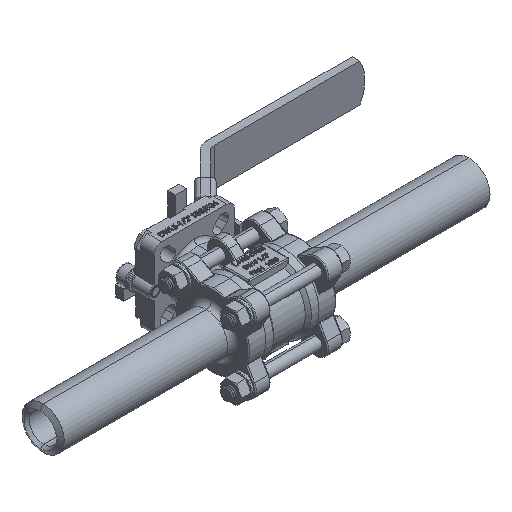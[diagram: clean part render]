
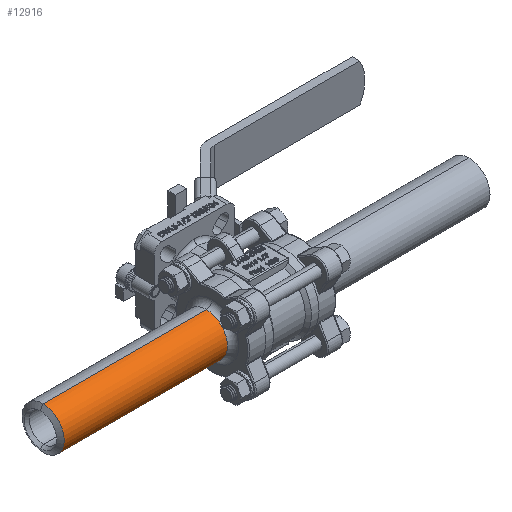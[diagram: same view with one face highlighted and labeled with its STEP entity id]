
A CAD part, isometric view. The second image highlights one B-rep face of the part: STEP entity #12916.
In plain terms, the highlighted cylindrical face has radius 11 mm (diameter 22 mm), a partial arc.
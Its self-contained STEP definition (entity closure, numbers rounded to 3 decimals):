
#3274 = LINE ( 'NONE', #45284, #27446 ) ;
#3466 = ORIENTED_EDGE ( 'NONE', *, *, #16990, .F. ) ;
#4671 = EDGE_CURVE ( 'NONE', #61525, #33963, #27845, .T. ) ;
#5444 = FACE_OUTER_BOUND ( 'NONE', #5543, .T. ) ;
#5543 = EDGE_LOOP ( 'NONE', ( #3466, #13616, #45230, #60168 ) ) ;
#7304 = DIRECTION ( 'NONE',  ( 1., 0., 0. ) ) ;
#8375 = DIRECTION ( 'NONE',  ( 0., 0., -1. ) ) ;
#9077 = AXIS2_PLACEMENT_3D ( 'NONE', #10500, #8375, #7304 ) ;
#9792 = VERTEX_POINT ( 'NONE', #37167 ) ;
#10500 = CARTESIAN_POINT ( 'NONE',  ( 0., 0., -3. ) ) ;
#12916 = ADVANCED_FACE ( 'NONE', ( #5444 ), #42480, .T. ) ;
#13616 = ORIENTED_EDGE ( 'NONE', *, *, #59547, .T. ) ;
#13779 = VERTEX_POINT ( 'NONE', #24033 ) ;
#15484 = AXIS2_PLACEMENT_3D ( 'NONE', #18820, #52561, #23677 ) ;
#16990 = EDGE_CURVE ( 'NONE', #9792, #33963, #21971, .T. ) ;
#17227 = DIRECTION ( 'NONE',  ( 0., 0., 1. ) ) ;
#18820 = CARTESIAN_POINT ( 'NONE',  ( 0., 0., -88.157 ) ) ;
#21971 = LINE ( 'NONE', #41280, #46079 ) ;
#22296 = CIRCLE ( 'NONE', #15484, 11. ) ;
#22323 = DIRECTION ( 'NONE',  ( 0., 0., 1. ) ) ;
#22874 = CARTESIAN_POINT ( 'NONE',  ( 11., 0., -3. ) ) ;
#23677 = DIRECTION ( 'NONE',  ( 1., 0., 0. ) ) ;
#24033 = CARTESIAN_POINT ( 'NONE',  ( 11., 0., -88.157 ) ) ;
#27446 = VECTOR ( 'NONE', #40464, 1000. ) ;
#27845 = CIRCLE ( 'NONE', #9077, 11. ) ;
#30100 = CARTESIAN_POINT ( 'NONE',  ( -11., 0., -3. ) ) ;
#31381 = AXIS2_PLACEMENT_3D ( 'NONE', #32226, #22323, #61119 ) ;
#32226 = CARTESIAN_POINT ( 'NONE',  ( 0., 0., 0. ) ) ;
#33963 = VERTEX_POINT ( 'NONE', #30100 ) ;
#37167 = CARTESIAN_POINT ( 'NONE',  ( -11., 0., -88.157 ) ) ;
#38633 = EDGE_CURVE ( 'NONE', #13779, #61525, #3274, .T. ) ;
#40464 = DIRECTION ( 'NONE',  ( 0., 0., 1. ) ) ;
#41280 = CARTESIAN_POINT ( 'NONE',  ( -11., 0., 0. ) ) ;
#42480 = CYLINDRICAL_SURFACE ( 'NONE', #31381, 11. ) ;
#45230 = ORIENTED_EDGE ( 'NONE', *, *, #38633, .T. ) ;
#45284 = CARTESIAN_POINT ( 'NONE',  ( 11., 0., 0. ) ) ;
#46079 = VECTOR ( 'NONE', #17227, 1000. ) ;
#52561 = DIRECTION ( 'NONE',  ( 0., 0., 1. ) ) ;
#59547 = EDGE_CURVE ( 'NONE', #9792, #13779, #22296, .T. ) ;
#60168 = ORIENTED_EDGE ( 'NONE', *, *, #4671, .T. ) ;
#61119 = DIRECTION ( 'NONE',  ( 1., 0., 0. ) ) ;
#61525 = VERTEX_POINT ( 'NONE', #22874 ) ;
